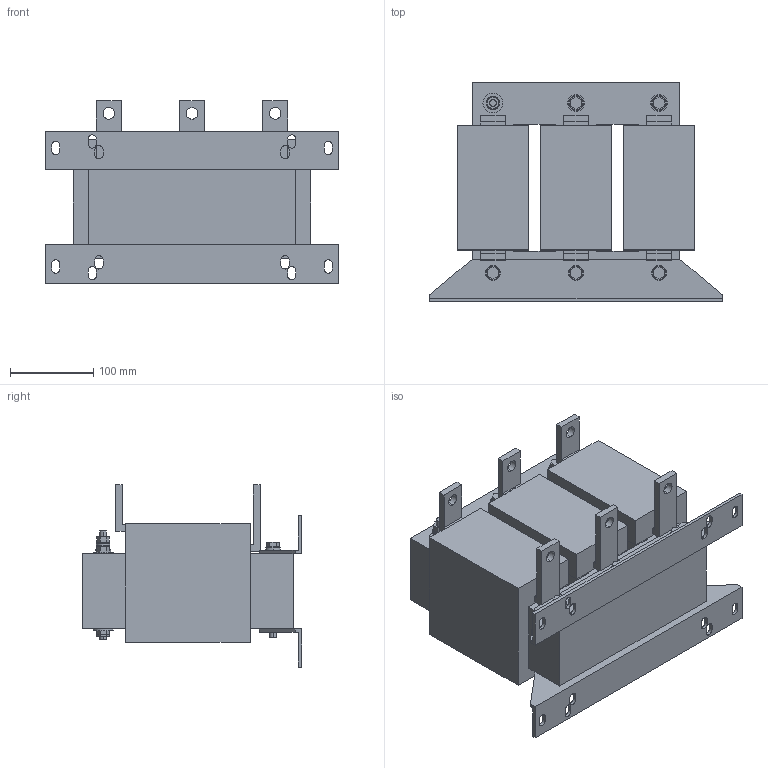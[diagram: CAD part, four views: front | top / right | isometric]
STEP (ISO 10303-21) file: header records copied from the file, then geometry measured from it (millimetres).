
FILE_DESCRIPTION (( 'STEP AP214' ), '1' );
FILE_NAME ('1134069.STEP', '2026-01-14T09:16:12', ( '' ), ( '' ), 'SwSTEP 2.0', 'SolidWorks 2022', '' );
FILE_SCHEMA (( 'AUTOMOTIVE_DESIGN' ));
Length unit declared in the file: millimetre
Products named in the file (1): 1134069
Bounding box: 352 x 263.95 x 219.3 mm (x, y, z)
Volume: 8225932.6 mm3; surface area: 512428.1 mm2
Topology: 1 solids, 1 shells, 352 faces, 906 edges, 586 vertices
Faces by surface type: plane 254, cylinder 98
Entity records: 10730 total; most frequent: CARTESIAN_POINT 1845, DIRECTION 1818, ORIENTED_EDGE 1812, EDGE_CURVE 906, LINE 700, VECTOR 700, VERTEX_POINT 586, AXIS2_PLACEMENT_3D 559
